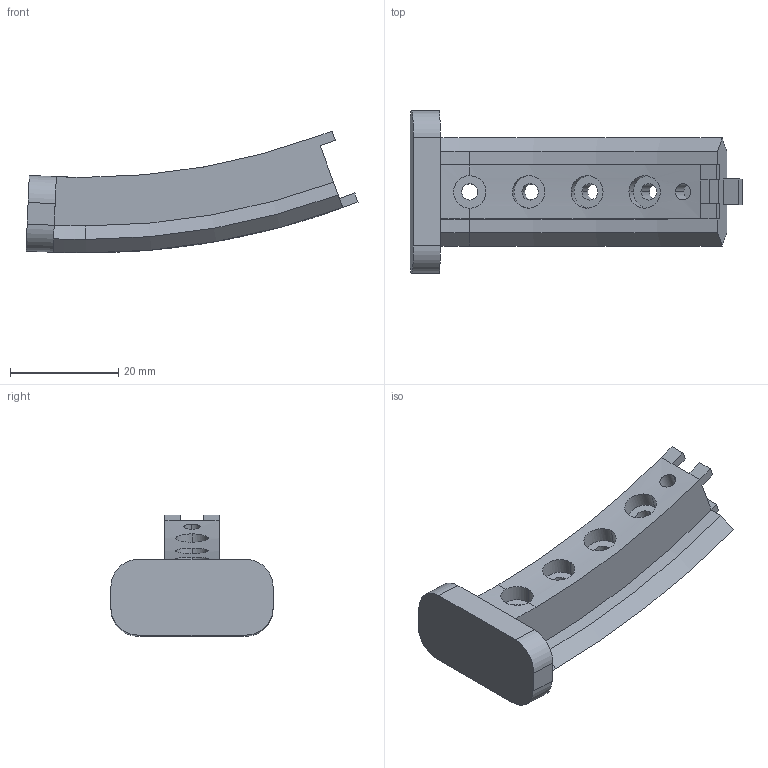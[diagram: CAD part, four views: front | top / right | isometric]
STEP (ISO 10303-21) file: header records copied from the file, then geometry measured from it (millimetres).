
FILE_DESCRIPTION (( 'STEP AP214' ), '1' );
FILE_NAME ('賑遠R125譫芛.', '2024-12-02T15:47:34', ( '' ), ( '' ), 'SwSTEP 2.0', 'SolidWorks 2024', '' );
FILE_SCHEMA (( 'AUTOMOTIVE_DESIGN' ));
Length unit declared in the file: millimetre
Products named in the file (1): 滑环R125母头
Bounding box: 61.42 x 30 x 22.56 mm (x, y, z)
Volume: 9984.8 mm3; surface area: 5533.1 mm2
Topology: 1 solids, 1 shells, 101 faces, 261 edges, 170 vertices
Faces by surface type: plane 61, cylinder 34, cone 6
Entity records: 3450 total; most frequent: CARTESIAN_POINT 953, ORIENTED_EDGE 522, DIRECTION 495, EDGE_CURVE 261, LINE 171, VECTOR 171, VERTEX_POINT 170, AXIS2_PLACEMENT_3D 162
